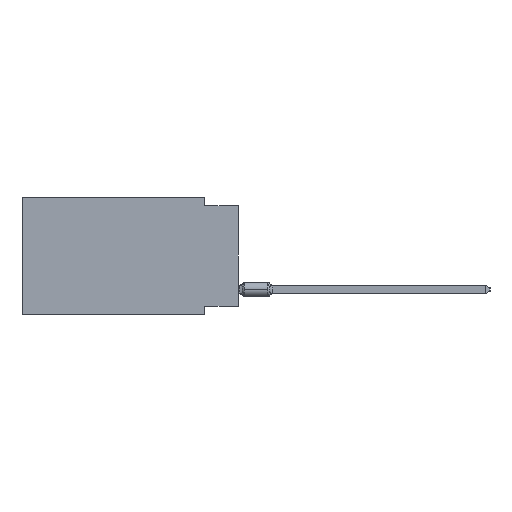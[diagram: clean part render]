
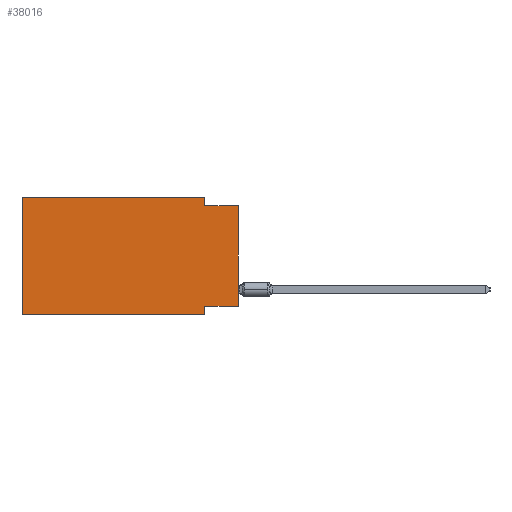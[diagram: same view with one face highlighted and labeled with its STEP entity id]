
A CAD part, left-side view. The second image highlights one B-rep face of the part: STEP entity #38016.
In plain terms, the highlighted planar face has unit normal (-1, 0, 0).
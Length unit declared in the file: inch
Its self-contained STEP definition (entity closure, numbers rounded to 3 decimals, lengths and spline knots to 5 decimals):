
#559 = ORIENTED_EDGE ( 'NONE', *, *, #12025, .F. ) ;
#849 = LINE ( 'NONE', #29600, #14753 ) ;
#1653 = ORIENTED_EDGE ( 'NONE', *, *, #7104, .F. ) ;
#1706 = FACE_OUTER_BOUND ( 'NONE', #48847, .T. ) ;
#3859 = LINE ( 'NONE', #50005, #45226 ) ;
#4978 = DIRECTION ( 'NONE',  ( 1., 0., 0. ) ) ;
#6649 = LINE ( 'NONE', #26979, #19089 ) ;
#7104 = EDGE_CURVE ( 'NONE', #49840, #13453, #51408, .T. ) ;
#7115 = CARTESIAN_POINT ( 'NONE',  ( 0., 0.1, -0.35 ) ) ;
#7277 = DIRECTION ( 'NONE',  ( 0., 0., -1. ) ) ;
#8815 = EDGE_CURVE ( 'NONE', #13453, #38351, #3859, .T. ) ;
#9093 = ORIENTED_EDGE ( 'NONE', *, *, #38706, .T. ) ;
#9481 = EDGE_CURVE ( 'NONE', #26006, #36181, #6649, .T. ) ;
#11345 = DIRECTION ( 'NONE',  ( 0., -1., 0. ) ) ;
#11745 = CARTESIAN_POINT ( 'NONE',  ( 0., 0., -0.325 ) ) ;
#12025 = EDGE_CURVE ( 'NONE', #26006, #51090, #24914, .T. ) ;
#12941 = LINE ( 'NONE', #17279, #20712 ) ;
#13389 = ORIENTED_EDGE ( 'NONE', *, *, #27422, .F. ) ;
#13453 = VERTEX_POINT ( 'NONE', #26372 ) ;
#14753 = VECTOR ( 'NONE', #17404, 39.37008 ) ;
#16606 = ORIENTED_EDGE ( 'NONE', *, *, #9481, .T. ) ;
#17279 = CARTESIAN_POINT ( 'NONE',  ( 0., 0.1, 0. ) ) ;
#17404 = DIRECTION ( 'NONE',  ( 0., -1., 0. ) ) ;
#18320 = DIRECTION ( 'NONE',  ( 0., 0., 1. ) ) ;
#19089 = VECTOR ( 'NONE', #18320, 39.37008 ) ;
#19214 = CARTESIAN_POINT ( 'NONE',  ( 0., 0.1, -0.35 ) ) ;
#20018 = LINE ( 'NONE', #19214, #24033 ) ;
#20555 = AXIS2_PLACEMENT_3D ( 'NONE', #33738, #4978, #50318 ) ;
#20712 = VECTOR ( 'NONE', #29197, 39.37008 ) ;
#20856 = DIRECTION ( 'NONE',  ( 0., 1., 0. ) ) ;
#22337 = DIRECTION ( 'NONE',  ( 0., 0., 1. ) ) ;
#23992 = ORIENTED_EDGE ( 'NONE', *, *, #38783, .F. ) ;
#24033 = VECTOR ( 'NONE', #7277, 39.37008 ) ;
#24379 = CARTESIAN_POINT ( 'NONE',  ( 0., 0., -0.325 ) ) ;
#24914 = LINE ( 'NONE', #24379, #28830 ) ;
#26006 = VERTEX_POINT ( 'NONE', #11745 ) ;
#26372 = CARTESIAN_POINT ( 'NONE',  ( 0., 0.645, 0. ) ) ;
#26979 = CARTESIAN_POINT ( 'NONE',  ( 0., 0., 0. ) ) ;
#27422 = EDGE_CURVE ( 'NONE', #46069, #36181, #849, .T. ) ;
#27880 = LINE ( 'NONE', #44459, #35300 ) ;
#28830 = VECTOR ( 'NONE', #20856, 39.37008 ) ;
#29197 = DIRECTION ( 'NONE',  ( 0., 0., -1. ) ) ;
#29600 = CARTESIAN_POINT ( 'NONE',  ( 0., 0., -0.025 ) ) ;
#30516 = CARTESIAN_POINT ( 'NONE',  ( 0., 0.645, -0.35 ) ) ;
#30851 = CARTESIAN_POINT ( 'NONE',  ( 0., 0.1, 0. ) ) ;
#32757 = VECTOR ( 'NONE', #22337, 39.37008 ) ;
#32973 = ORIENTED_EDGE ( 'NONE', *, *, #52703, .F. ) ;
#33738 = CARTESIAN_POINT ( 'NONE',  ( 0., 0.645, 0. ) ) ;
#35300 = VECTOR ( 'NONE', #11345, 39.37008 ) ;
#36181 = VERTEX_POINT ( 'NONE', #37591 ) ;
#37591 = CARTESIAN_POINT ( 'NONE',  ( 0., 0., -0.025 ) ) ;
#38016 = ADVANCED_FACE ( 'NONE', ( #1706 ), #51384, .F. ) ;
#38351 = VERTEX_POINT ( 'NONE', #30851 ) ;
#38706 = EDGE_CURVE ( 'NONE', #49840, #49726, #27880, .T. ) ;
#38783 = EDGE_CURVE ( 'NONE', #51090, #49726, #20018, .T. ) ;
#41027 = DIRECTION ( 'NONE',  ( 0., -1., 0. ) ) ;
#43363 = CARTESIAN_POINT ( 'NONE',  ( 0., 0.1, -0.025 ) ) ;
#44459 = CARTESIAN_POINT ( 'NONE',  ( 0., 0.645, -0.35 ) ) ;
#45226 = VECTOR ( 'NONE', #41027, 39.37008 ) ;
#46069 = VERTEX_POINT ( 'NONE', #43363 ) ;
#46095 = CARTESIAN_POINT ( 'NONE',  ( 0., 0.1, -0.325 ) ) ;
#47314 = CARTESIAN_POINT ( 'NONE',  ( 0., 0.645, 0. ) ) ;
#48847 = EDGE_LOOP ( 'NONE', ( #16606, #13389, #32973, #52214, #1653, #9093, #23992, #559 ) ) ;
#49726 = VERTEX_POINT ( 'NONE', #7115 ) ;
#49840 = VERTEX_POINT ( 'NONE', #30516 ) ;
#50005 = CARTESIAN_POINT ( 'NONE',  ( 0., 0.645, 0. ) ) ;
#50318 = DIRECTION ( 'NONE',  ( 0., 0., -1. ) ) ;
#51090 = VERTEX_POINT ( 'NONE', #46095 ) ;
#51384 = PLANE ( 'NONE',  #20555 ) ;
#51408 = LINE ( 'NONE', #47314, #32757 ) ;
#52214 = ORIENTED_EDGE ( 'NONE', *, *, #8815, .F. ) ;
#52703 = EDGE_CURVE ( 'NONE', #38351, #46069, #12941, .T. ) ;
